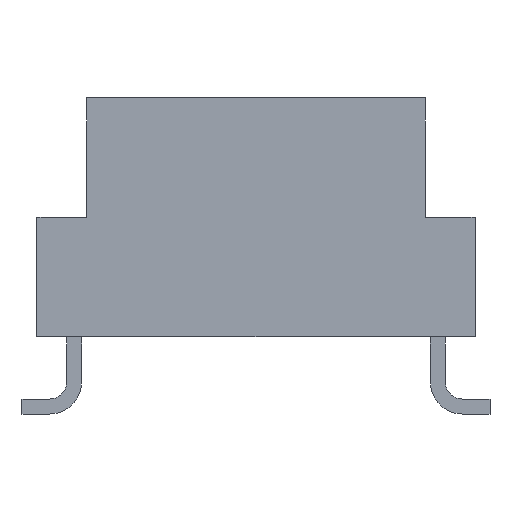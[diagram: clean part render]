
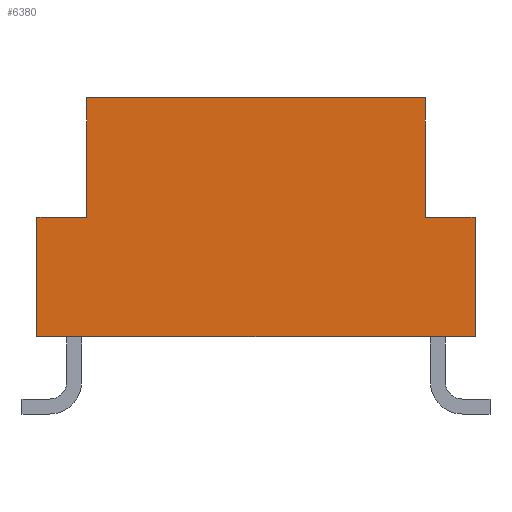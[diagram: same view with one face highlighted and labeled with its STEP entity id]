
A CAD part, front view. The second image highlights one B-rep face of the part: STEP entity #6380.
In plain terms, the highlighted planar face has unit normal (0, -1, 0).
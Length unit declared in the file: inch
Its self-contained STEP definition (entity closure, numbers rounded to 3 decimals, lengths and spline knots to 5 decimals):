
#50 = LINE ( 'NONE', #952, #5787 ) ;
#133 = EDGE_CURVE ( 'NONE', #4749, #9416, #50, .T. ) ;
#373 = LINE ( 'NONE', #3390, #5574 ) ;
#539 = ORIENTED_EDGE ( 'NONE', *, *, #3696, .F. ) ;
#654 = EDGE_CURVE ( 'NONE', #7423, #4749, #3098, .T. ) ;
#663 = CARTESIAN_POINT ( 'NONE',  ( -0.17323, -0.25, -0.09449 ) ) ;
#681 = LINE ( 'NONE', #7253, #1758 ) ;
#952 = CARTESIAN_POINT ( 'NONE',  ( 0.13386, -0.25, 0.09449 ) ) ;
#996 = DIRECTION ( 'NONE',  ( -1., 0., 0. ) ) ;
#1052 = ORIENTED_EDGE ( 'NONE', *, *, #654, .T. ) ;
#1193 = VERTEX_POINT ( 'NONE', #6037 ) ;
#1355 = EDGE_CURVE ( 'NONE', #3064, #2369, #9287, .T. ) ;
#1390 = VECTOR ( 'NONE', #9090, 39.37008 ) ;
#1693 = LINE ( 'NONE', #7500, #1390 ) ;
#1758 = VECTOR ( 'NONE', #3641, 39.37008 ) ;
#2184 = CARTESIAN_POINT ( 'NONE',  ( -0.13386, -0.25, 0.09449 ) ) ;
#2369 = VERTEX_POINT ( 'NONE', #7793 ) ;
#2391 = DIRECTION ( 'NONE',  ( 0., 0., 1. ) ) ;
#2465 = VECTOR ( 'NONE', #2391, 39.37008 ) ;
#2777 = DIRECTION ( 'NONE',  ( 0., 0., -1. ) ) ;
#3006 = DIRECTION ( 'NONE',  ( 0., -1., 0. ) ) ;
#3064 = VERTEX_POINT ( 'NONE', #8455 ) ;
#3098 = LINE ( 'NONE', #8927, #2465 ) ;
#3234 = EDGE_CURVE ( 'NONE', #3352, #4262, #681, .T. ) ;
#3298 = CARTESIAN_POINT ( 'NONE',  ( -0.13386, -0.25, 0. ) ) ;
#3352 = VERTEX_POINT ( 'NONE', #3298 ) ;
#3390 = CARTESIAN_POINT ( 'NONE',  ( 0., -0.25, -0.09449 ) ) ;
#3413 = CARTESIAN_POINT ( 'NONE',  ( -0.17323, -0.25, 0. ) ) ;
#3574 = LINE ( 'NONE', #663, #9305 ) ;
#3641 = DIRECTION ( 'NONE',  ( -1., 0., 0. ) ) ;
#3696 = EDGE_CURVE ( 'NONE', #3064, #1193, #373, .T. ) ;
#4169 = ORIENTED_EDGE ( 'NONE', *, *, #3234, .T. ) ;
#4262 = VERTEX_POINT ( 'NONE', #3413 ) ;
#4393 = CARTESIAN_POINT ( 'NONE',  ( 0.13386, -0.25, 0.09449 ) ) ;
#4614 = VECTOR ( 'NONE', #8518, 39.37008 ) ;
#4703 = ORIENTED_EDGE ( 'NONE', *, *, #7885, .T. ) ;
#4749 = VERTEX_POINT ( 'NONE', #5555 ) ;
#5555 = CARTESIAN_POINT ( 'NONE',  ( 0.13386, -0.25, 0.09449 ) ) ;
#5574 = VECTOR ( 'NONE', #996, 39.37008 ) ;
#5606 = CARTESIAN_POINT ( 'NONE',  ( 0.17323, -0.25, 0.09449 ) ) ;
#5682 = EDGE_LOOP ( 'NONE', ( #1052, #9304, #9105, #4169, #4703, #539, #6691, #8915 ) ) ;
#5787 = VECTOR ( 'NONE', #6527, 39.37008 ) ;
#6014 = VECTOR ( 'NONE', #2777, 39.37008 ) ;
#6037 = CARTESIAN_POINT ( 'NONE',  ( -0.17323, -0.25, -0.09449 ) ) ;
#6330 = EDGE_CURVE ( 'NONE', #9416, #3352, #8533, .T. ) ;
#6380 = ADVANCED_FACE ( 'NONE', ( #8637 ), #7889, .T. ) ;
#6402 = CARTESIAN_POINT ( 'NONE',  ( 0.13386, -0.25, 0. ) ) ;
#6527 = DIRECTION ( 'NONE',  ( -1., 0., 0. ) ) ;
#6691 = ORIENTED_EDGE ( 'NONE', *, *, #1355, .T. ) ;
#7233 = AXIS2_PLACEMENT_3D ( 'NONE', #4393, #3006, #8932 ) ;
#7239 = DIRECTION ( 'NONE',  ( 0., 0., -1. ) ) ;
#7253 = CARTESIAN_POINT ( 'NONE',  ( 0.13386, -0.25, 0. ) ) ;
#7299 = EDGE_CURVE ( 'NONE', #2369, #7423, #1693, .T. ) ;
#7423 = VERTEX_POINT ( 'NONE', #6402 ) ;
#7500 = CARTESIAN_POINT ( 'NONE',  ( 0., -0.25, 0. ) ) ;
#7793 = CARTESIAN_POINT ( 'NONE',  ( 0.17323, -0.25, 0. ) ) ;
#7848 = CARTESIAN_POINT ( 'NONE',  ( -0.13386, -0.25, 0.09449 ) ) ;
#7885 = EDGE_CURVE ( 'NONE', #4262, #1193, #3574, .T. ) ;
#7889 = PLANE ( 'NONE',  #7233 ) ;
#8455 = CARTESIAN_POINT ( 'NONE',  ( 0.17323, -0.25, -0.09449 ) ) ;
#8518 = DIRECTION ( 'NONE',  ( 0., 0., 1. ) ) ;
#8533 = LINE ( 'NONE', #7848, #6014 ) ;
#8637 = FACE_OUTER_BOUND ( 'NONE', #5682, .T. ) ;
#8915 = ORIENTED_EDGE ( 'NONE', *, *, #7299, .T. ) ;
#8927 = CARTESIAN_POINT ( 'NONE',  ( 0.13386, -0.25, 0.09449 ) ) ;
#8932 = DIRECTION ( 'NONE',  ( 1., 0., 0. ) ) ;
#9090 = DIRECTION ( 'NONE',  ( -1., 0., 0. ) ) ;
#9105 = ORIENTED_EDGE ( 'NONE', *, *, #6330, .T. ) ;
#9287 = LINE ( 'NONE', #5606, #4614 ) ;
#9304 = ORIENTED_EDGE ( 'NONE', *, *, #133, .T. ) ;
#9305 = VECTOR ( 'NONE', #7239, 39.37008 ) ;
#9416 = VERTEX_POINT ( 'NONE', #2184 ) ;
